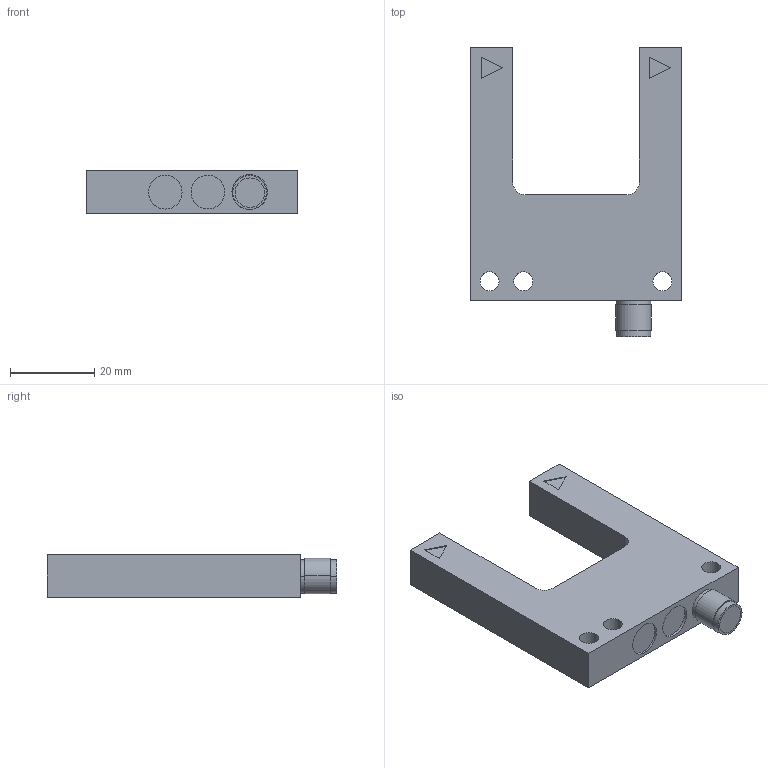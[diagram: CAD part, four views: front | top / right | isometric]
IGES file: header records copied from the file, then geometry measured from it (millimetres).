
Start section: IMSI TurboCAD v14.0
Global section: author: NULL; organization: NULL; date: 20141126.115755; units: millimetre
Bounding box: 50 x 68.65 x 10 mm (x, y, z)
Surface area: 7490.5 mm2 (no closed solid volume)
Topology: 0 solids, 0 shells, 47 faces, 216 edges, 216 vertices
Faces by surface type: extrusion 25, revolution 22
